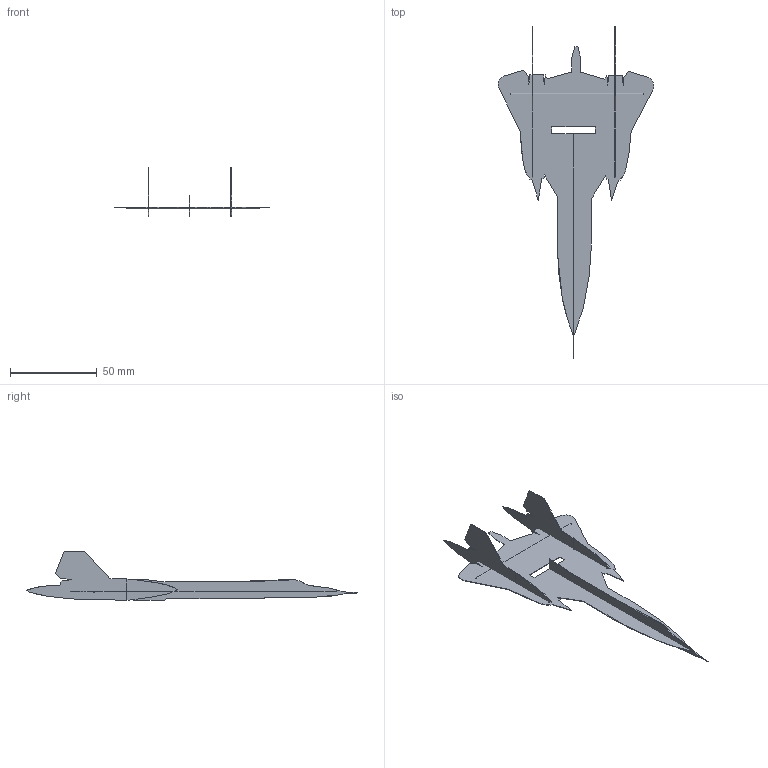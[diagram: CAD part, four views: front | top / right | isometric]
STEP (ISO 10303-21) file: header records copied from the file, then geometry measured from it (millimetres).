
FILE_DESCRIPTION(/* description */ (''),/* implementation_level */ '2;1');
FILE_NAME(/* name */ 'sr71 blackbird v1.step',/* time_stamp */ '2025-07-31T23:27:17+01:00',/* author */ (''),/* organization */ (''),/* preprocessor_version */ 'ST-DEVELOPER v20.1',/* originating_system */ 'Autodesk Translation Framework v14.10.0.0',/* authorisation */ '');
FILE_SCHEMA (('AUTOMOTIVE_DESIGN { 1 0 10303 214 3 1 1 }'));
Length unit declared in the file: centimetre
Products named in the file (1): sr71 blackbird
Bounding box: 89.43 x 191 x 28.35 mm (x, y, z)
Volume: 3124.3 mm3; surface area: 18962.1 mm2
Topology: 7 solids, 7 shells, 112 faces, 294 edges, 196 vertices
Faces by surface type: plane 91, bspline 18, cylinder 3
Full cylindrical faces by diameter (mm): 0.9 x1
Entity records: 4411 total; most frequent: CARTESIAN_POINT 1802, ORIENTED_EDGE 588, DIRECTION 443, EDGE_CURVE 294, LINE 241, VECTOR 241, VERTEX_POINT 196, EDGE_LOOP 114
